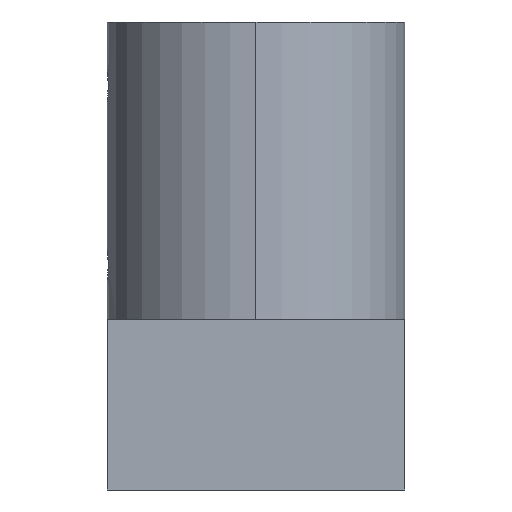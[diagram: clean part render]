
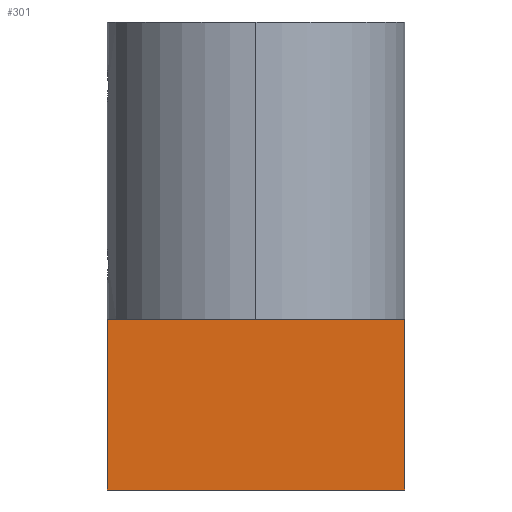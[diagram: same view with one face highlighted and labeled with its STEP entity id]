
A CAD part, left-side view. The second image highlights one B-rep face of the part: STEP entity #301.
In plain terms, the highlighted planar face has unit normal (-1, 0, 0).
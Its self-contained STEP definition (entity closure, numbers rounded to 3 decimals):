
#17 = ORIENTED_EDGE ( 'NONE', *, *, #44, .F. ) ;
#44 = EDGE_CURVE ( 'NONE', #836, #739, #1021, .T. ) ;
#104 = PLANE ( 'NONE',  #603 ) ;
#113 = VECTOR ( 'NONE', #464, 1000. ) ;
#121 = DIRECTION ( 'NONE',  ( 1., 0., 0. ) ) ;
#208 = DIRECTION ( 'NONE',  ( 0., 0., 1. ) ) ;
#209 = CARTESIAN_POINT ( 'NONE',  ( -60., 0., 5. ) ) ;
#234 = VERTEX_POINT ( 'NONE', #918 ) ;
#254 = VERTEX_POINT ( 'NONE', #209 ) ;
#292 = CARTESIAN_POINT ( 'NONE',  ( -60., 35., 5. ) ) ;
#293 = LINE ( 'NONE', #545, #732 ) ;
#301 = ADVANCED_FACE ( 'NONE', ( #829 ), #104, .F. ) ;
#315 = EDGE_CURVE ( 'NONE', #234, #254, #675, .T. ) ;
#346 = CARTESIAN_POINT ( 'NONE',  ( -60., 35., 5. ) ) ;
#361 = DIRECTION ( 'NONE',  ( 0., 0., -1. ) ) ;
#409 = EDGE_CURVE ( 'NONE', #836, #234, #293, .T. ) ;
#419 = VECTOR ( 'NONE', #794, 1000. ) ;
#464 = DIRECTION ( 'NONE',  ( 0., 0., 1. ) ) ;
#545 = CARTESIAN_POINT ( 'NONE',  ( -60., 35., -15. ) ) ;
#581 = ORIENTED_EDGE ( 'NONE', *, *, #944, .F. ) ;
#590 = EDGE_LOOP ( 'NONE', ( #600, #581, #17, #919 ) ) ;
#599 = CARTESIAN_POINT ( 'NONE',  ( -60., 0., 5. ) ) ;
#600 = ORIENTED_EDGE ( 'NONE', *, *, #315, .T. ) ;
#603 = AXIS2_PLACEMENT_3D ( 'NONE', #680, #121, #361 ) ;
#621 = DIRECTION ( 'NONE',  ( 0., -1., 0. ) ) ;
#675 = LINE ( 'NONE', #599, #113 ) ;
#680 = CARTESIAN_POINT ( 'NONE',  ( -60., 35., 5. ) ) ;
#728 = CARTESIAN_POINT ( 'NONE',  ( -60., 35., -15. ) ) ;
#732 = VECTOR ( 'NONE', #621, 1000. ) ;
#739 = VERTEX_POINT ( 'NONE', #346 ) ;
#781 = VECTOR ( 'NONE', #208, 1000. ) ;
#794 = DIRECTION ( 'NONE',  ( 0., -1., 0. ) ) ;
#799 = LINE ( 'NONE', #1048, #419 ) ;
#829 = FACE_OUTER_BOUND ( 'NONE', #590, .T. ) ;
#836 = VERTEX_POINT ( 'NONE', #728 ) ;
#918 = CARTESIAN_POINT ( 'NONE',  ( -60., 0., -15. ) ) ;
#919 = ORIENTED_EDGE ( 'NONE', *, *, #409, .T. ) ;
#944 = EDGE_CURVE ( 'NONE', #739, #254, #799, .T. ) ;
#1021 = LINE ( 'NONE', #292, #781 ) ;
#1048 = CARTESIAN_POINT ( 'NONE',  ( -60., 35., 5. ) ) ;
